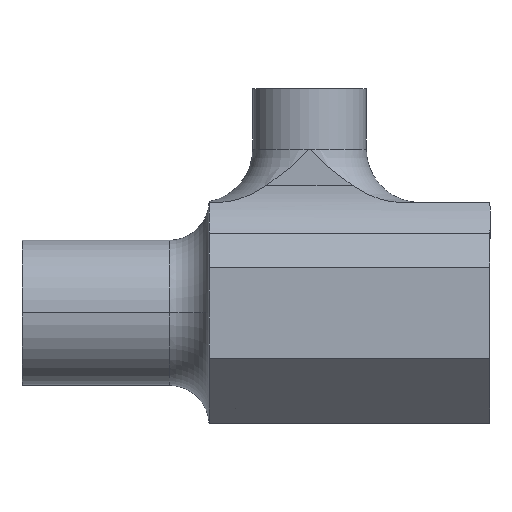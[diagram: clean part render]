
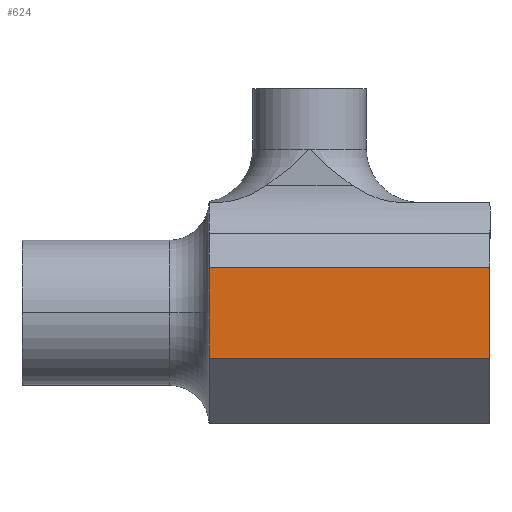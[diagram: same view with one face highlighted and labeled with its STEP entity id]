
A CAD part, front view. The second image highlights one B-rep face of the part: STEP entity #624.
In plain terms, the highlighted planar face has unit normal (0, -1, 0).
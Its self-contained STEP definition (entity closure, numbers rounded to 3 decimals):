
#475=CARTESIAN_POINT('Vertex',(-42.01,-16.5,16.5)) ;
#479=CARTESIAN_POINT('Control Point',(-42.01,-16.5,16.5)) ;
#480=CARTESIAN_POINT('Control Point',(-42.01,-16.5,17.635)) ;
#481=CARTESIAN_POINT('Control Point',(-42.,-16.5,18.77)) ;
#482=CARTESIAN_POINT('Control Point',(-42.,-16.5,19.917)) ;
#483=CARTESIAN_POINT('Vertex',(-42.,-16.5,19.917)) ;
#567=CARTESIAN_POINT('Axis2P3D Location',(0.,-16.5,0.)) ;
#572=CARTESIAN_POINT('Line Origine',(0.,-16.5,16.5)) ;
#576=CARTESIAN_POINT('Vertex',(0.,-16.5,23.335)) ;
#578=CARTESIAN_POINT('Vertex',(0.,-16.5,9.665)) ;
#581=CARTESIAN_POINT('Line Origine',(-21.,-16.5,23.335)) ;
#585=CARTESIAN_POINT('Vertex',(-42.,-16.5,23.335)) ;
#588=CARTESIAN_POINT('Line Origine',(-42.,-16.5,21.626)) ;
#594=CARTESIAN_POINT('Control Point',(-42.01,-16.5,16.5)) ;
#595=CARTESIAN_POINT('Control Point',(-42.01,-16.5,15.819)) ;
#596=CARTESIAN_POINT('Control Point',(-42.008,-16.5,15.138)) ;
#597=CARTESIAN_POINT('Control Point',(-42.004,-16.5,14.456)) ;
#598=CARTESIAN_POINT('Control Point',(-42.,-16.5,13.772)) ;
#599=CARTESIAN_POINT('Control Point',(-42.,-16.5,13.083)) ;
#600=CARTESIAN_POINT('Vertex',(-42.,-16.5,13.083)) ;
#603=CARTESIAN_POINT('Line Origine',(-42.,-16.5,11.374)) ;
#607=CARTESIAN_POINT('Vertex',(-42.,-16.5,9.665)) ;
#610=CARTESIAN_POINT('Line Origine',(-21.,-16.5,9.665)) ;
#568=DIRECTION('Axis2P3D Direction',(0.,1.,-0.)) ;
#569=DIRECTION('Axis2P3D XDirection',(-1.,0.,0.)) ;
#573=DIRECTION('Vector Direction',(0.,0.,-1.)) ;
#582=DIRECTION('Vector Direction',(-1.,0.,0.)) ;
#589=DIRECTION('Vector Direction',(0.,0.,-1.)) ;
#604=DIRECTION('Vector Direction',(0.,0.,-1.)) ;
#611=DIRECTION('Vector Direction',(-1.,0.,0.)) ;
#570=AXIS2_PLACEMENT_3D('Plane Axis2P3D',#567,#568,#569) ;
#616=ORIENTED_EDGE('',*,*,#580,.F.) ;
#617=ORIENTED_EDGE('',*,*,#587,.T.) ;
#618=ORIENTED_EDGE('',*,*,#592,.T.) ;
#619=ORIENTED_EDGE('',*,*,#485,.F.) ;
#620=ORIENTED_EDGE('',*,*,#602,.T.) ;
#621=ORIENTED_EDGE('',*,*,#609,.T.) ;
#622=ORIENTED_EDGE('',*,*,#614,.F.) ;
#574=VECTOR('Line Direction',#573,1.) ;
#583=VECTOR('Line Direction',#582,1.) ;
#590=VECTOR('Line Direction',#589,1.) ;
#605=VECTOR('Line Direction',#604,1.) ;
#612=VECTOR('Line Direction',#611,1.) ;
#624=ADVANCED_FACE('Corps principal',(#623),#571,.F.) ;
#478=B_SPLINE_CURVE_WITH_KNOTS('',3,(#479,#480,#481,#482),.UNSPECIFIED.,.F.,.U.,(4,4),(0.,4.866),.UNSPECIFIED.) ;
#593=B_SPLINE_CURVE_WITH_KNOTS('',5,(#594,#595,#596,#597,#598,#599),.UNSPECIFIED.,.F.,.U.,(6,6),(0.,4.866),.UNSPECIFIED.) ;
#485=EDGE_CURVE('',#476,#484,#478,.T.) ;
#580=EDGE_CURVE('',#577,#579,#575,.T.) ;
#587=EDGE_CURVE('',#577,#586,#584,.T.) ;
#592=EDGE_CURVE('',#586,#484,#591,.T.) ;
#602=EDGE_CURVE('',#476,#601,#593,.T.) ;
#609=EDGE_CURVE('',#601,#608,#606,.T.) ;
#614=EDGE_CURVE('',#579,#608,#613,.T.) ;
#615=EDGE_LOOP('',(#616,#617,#618,#619,#620,#621,#622)) ;
#623=FACE_OUTER_BOUND('',#615,.T.) ;
#575=LINE('Line',#572,#574) ;
#584=LINE('Line',#581,#583) ;
#591=LINE('Line',#588,#590) ;
#606=LINE('Line',#603,#605) ;
#613=LINE('Line',#610,#612) ;
#571=PLANE('Plane',#570) ;
#476=VERTEX_POINT('',#475) ;
#484=VERTEX_POINT('',#483) ;
#577=VERTEX_POINT('',#576) ;
#579=VERTEX_POINT('',#578) ;
#586=VERTEX_POINT('',#585) ;
#601=VERTEX_POINT('',#600) ;
#608=VERTEX_POINT('',#607) ;
